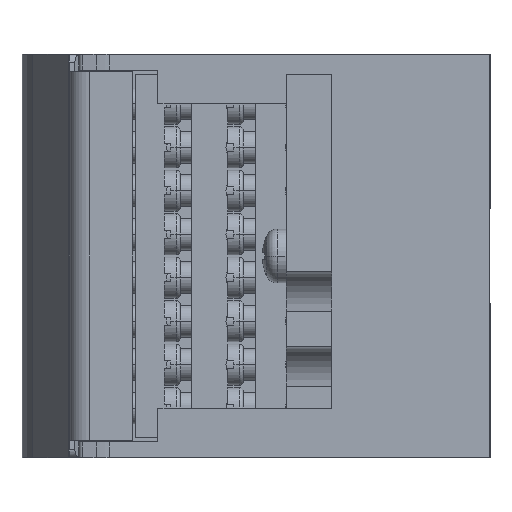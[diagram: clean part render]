
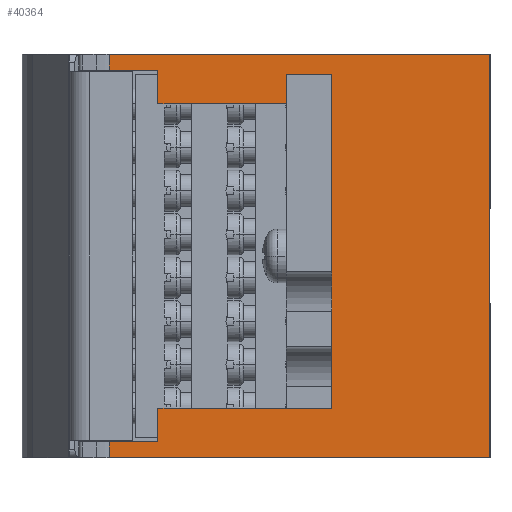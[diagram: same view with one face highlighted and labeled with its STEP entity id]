
A CAD part, left-side view. The second image highlights one B-rep face of the part: STEP entity #40364.
In plain terms, the highlighted planar face has unit normal (-1, 0, 0).
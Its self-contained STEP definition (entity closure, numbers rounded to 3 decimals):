
#1185=DIRECTION('',(0.,0.,-1.));
#1186=VECTOR('',#1185,7.75);
#1187=CARTESIAN_POINT('',(-21.,20.,-11.5));
#1188=LINE('',#1187,#1186);
#1201=DIRECTION('',(0.,0.,-1.));
#1202=VECTOR('',#1201,1.75);
#1203=CARTESIAN_POINT('',(-21.,20.,19.25));
#1204=LINE('',#1203,#1202);
#10892=DIRECTION('',(0.,0.,1.));
#10893=VECTOR('',#10892,29.);
#10894=CARTESIAN_POINT('',(-21.,20.,-11.5));
#10895=LINE('',#10894,#10893);
#10896=DIRECTION('',(0.,1.,0.));
#10897=VECTOR('',#10896,6.172);
#10898=CARTESIAN_POINT('',(-21.,42.,23.5));
#10899=LINE('',#10898,#10897);
#10900=DIRECTION('',(0.,0.,1.));
#10901=VECTOR('',#10900,2.);
#10902=CARTESIAN_POINT('',(-21.,48.172,23.5));
#10903=LINE('',#10902,#10901);
#10904=DIRECTION('',(0.,-1.,0.));
#10905=VECTOR('',#10904,48.172);
#10906=CARTESIAN_POINT('',(-21.,48.172,25.5));
#10907=LINE('',#10906,#10905);
#10908=DIRECTION('',(0.,1.,0.));
#10909=VECTOR('',#10908,48.172);
#10910=CARTESIAN_POINT('',(-21.,0.,-25.5));
#10911=LINE('',#10910,#10909);
#10912=DIRECTION('',(0.,-1.,0.));
#10913=VECTOR('',#10912,6.172);
#10914=CARTESIAN_POINT('',(-21.,48.172,-23.5));
#10915=LINE('',#10914,#10913);
#10920=DIRECTION('',(0.,-1.,0.));
#10921=VECTOR('',#10920,22.);
#10922=CARTESIAN_POINT('',(-21.,42.,19.25));
#10923=LINE('',#10922,#10921);
#10932=DIRECTION('',(0.,0.,-1.));
#10933=VECTOR('',#10932,4.25);
#10934=CARTESIAN_POINT('',(-21.,42.,23.5));
#10935=LINE('',#10934,#10933);
#12736=DIRECTION('',(0.,0.,-1.));
#12737=VECTOR('',#12736,2.);
#12738=CARTESIAN_POINT('',(-21.,48.172,-23.5));
#12739=LINE('',#12738,#12737);
#13064=DIRECTION('',(0.,0.,1.));
#13065=VECTOR('',#13064,51.);
#13066=CARTESIAN_POINT('',(-21.,0.,-25.5));
#13067=LINE('',#13066,#13065);
#14056=DIRECTION('',(0.,0.,-1.));
#14057=VECTOR('',#14056,4.25);
#14058=CARTESIAN_POINT('',(-21.,42.,-19.25));
#14059=LINE('',#14058,#14057);
#14080=DIRECTION('',(0.,1.,0.));
#14081=VECTOR('',#14080,22.);
#14082=CARTESIAN_POINT('',(-21.,20.,-19.25));
#14083=LINE('',#14082,#14081);
#18756=CARTESIAN_POINT('',(-21.,48.172,-25.5));
#18757=VERTEX_POINT('',#18756);
#18758=CARTESIAN_POINT('',(-21.,0.,-25.5));
#18759=VERTEX_POINT('',#18758);
#18826=CARTESIAN_POINT('',(-21.,48.172,23.5));
#18827=VERTEX_POINT('',#18826);
#18829=CARTESIAN_POINT('',(-21.,42.,23.5));
#18831=VERTEX_POINT('',#18829);
#18904=CARTESIAN_POINT('',(-21.,0.,25.5));
#18905=VERTEX_POINT('',#18904);
#18906=CARTESIAN_POINT('',(-21.,48.172,25.5));
#18907=VERTEX_POINT('',#18906);
#18934=CARTESIAN_POINT('',(-21.,48.172,-23.5));
#18936=VERTEX_POINT('',#18934);
#18950=CARTESIAN_POINT('',(-21.,42.,-23.5));
#18951=VERTEX_POINT('',#18950);
#18952=CARTESIAN_POINT('',(-21.,42.,-19.25));
#18953=VERTEX_POINT('',#18952);
#18954=CARTESIAN_POINT('',(-21.,20.,-19.25));
#18955=VERTEX_POINT('',#18954);
#18956=CARTESIAN_POINT('',(-21.,42.,19.25));
#18957=CARTESIAN_POINT('',(-21.,20.,19.25));
#18958=VERTEX_POINT('',#18956);
#18959=VERTEX_POINT('',#18957);
#22762=CARTESIAN_POINT('',(-21.,20.,-11.5));
#22763=CARTESIAN_POINT('',(-21.,20.,17.5));
#22764=VERTEX_POINT('',#22762);
#22765=VERTEX_POINT('',#22763);
#40332=CARTESIAN_POINT('',(-21.,24.086,0.));
#40333=DIRECTION('',(1.,0.,0.));
#40334=DIRECTION('',(0.,-1.,0.));
#40335=AXIS2_PLACEMENT_3D('',#40332,#40333,#40334);
#40336=PLANE('',#40335);
#40337=ORIENTED_EDGE('',*,*,#24930,.T.);
#40338=ORIENTED_EDGE('',*,*,#24818,.F.);
#40340=ORIENTED_EDGE('',*,*,#40339,.F.);
#40342=ORIENTED_EDGE('',*,*,#40341,.F.);
#40344=ORIENTED_EDGE('',*,*,#40343,.T.);
#40346=ORIENTED_EDGE('',*,*,#40345,.T.);
#40348=ORIENTED_EDGE('',*,*,#40347,.T.);
#40350=ORIENTED_EDGE('',*,*,#40349,.F.);
#40352=ORIENTED_EDGE('',*,*,#40351,.T.);
#40354=ORIENTED_EDGE('',*,*,#40353,.F.);
#40356=ORIENTED_EDGE('',*,*,#40355,.T.);
#40358=ORIENTED_EDGE('',*,*,#40357,.F.);
#40360=ORIENTED_EDGE('',*,*,#40359,.F.);
#40361=ORIENTED_EDGE('',*,*,#24802,.F.);
#40362=EDGE_LOOP('',(#40337,#40338,#40340,#40342,#40344,#40346,#40348,#40350,
#40352,#40354,#40356,#40358,#40360,#40361));
#40363=FACE_OUTER_BOUND('',#40362,.F.);
#24802=EDGE_CURVE('',#22764,#18955,#1188,.T.);
#24818=EDGE_CURVE('',#18959,#22765,#1204,.T.);
#24930=EDGE_CURVE('',#22764,#22765,#10895,.T.);
#40339=EDGE_CURVE('',#18958,#18959,#10923,.T.);
#40341=EDGE_CURVE('',#18831,#18958,#10935,.T.);
#40343=EDGE_CURVE('',#18831,#18827,#10899,.T.);
#40345=EDGE_CURVE('',#18827,#18907,#10903,.T.);
#40347=EDGE_CURVE('',#18907,#18905,#10907,.T.);
#40349=EDGE_CURVE('',#18759,#18905,#13067,.T.);
#40351=EDGE_CURVE('',#18759,#18757,#10911,.T.);
#40353=EDGE_CURVE('',#18936,#18757,#12739,.T.);
#40355=EDGE_CURVE('',#18936,#18951,#10915,.T.);
#40357=EDGE_CURVE('',#18953,#18951,#14059,.T.);
#40359=EDGE_CURVE('',#18955,#18953,#14083,.T.);
#40364=ADVANCED_FACE('',(#40363),#40336,.F.);
